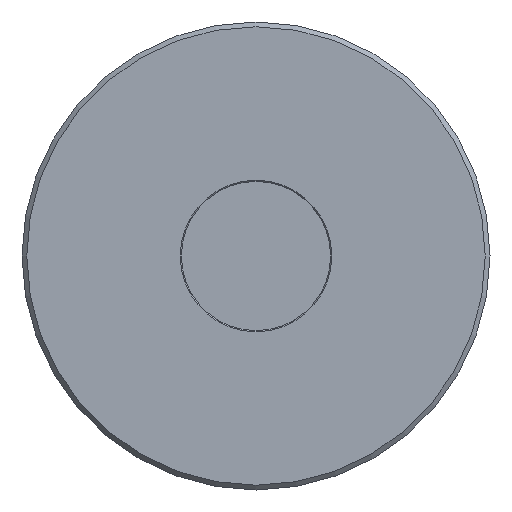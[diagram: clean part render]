
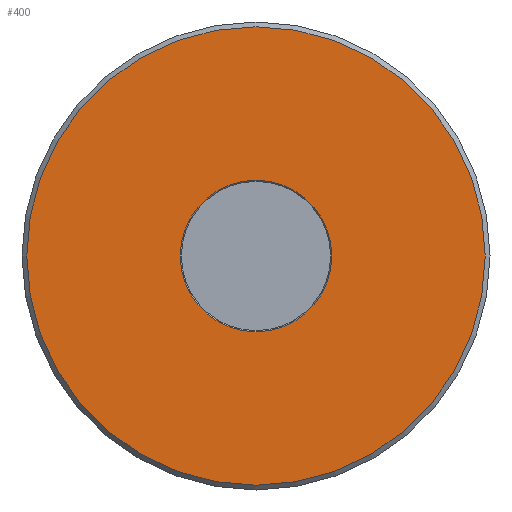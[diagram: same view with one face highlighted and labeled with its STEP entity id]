
A CAD part, front view. The second image highlights one B-rep face of the part: STEP entity #400.
In plain terms, the highlighted planar face has unit normal (0, -1, 0).
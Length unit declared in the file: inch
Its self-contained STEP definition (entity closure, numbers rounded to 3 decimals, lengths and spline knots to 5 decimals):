
#1 = EDGE_LOOP ( 'NONE', ( #402 ) ) ;
#19 = DIRECTION ( 'NONE',  ( 0., -1., 0. ) ) ;
#29 = CARTESIAN_POINT ( 'NONE',  ( 0., 0., 0. ) ) ;
#64 = CIRCLE ( 'NONE', #418, 0.47557 ) ;
#67 = DIRECTION ( 'NONE',  ( 0., 0., 1. ) ) ;
#71 = AXIS2_PLACEMENT_3D ( 'NONE', #453, #169, #67 ) ;
#88 = CARTESIAN_POINT ( 'NONE',  ( -0.47557, 0., 0. ) ) ;
#98 = EDGE_LOOP ( 'NONE', ( #153 ) ) ;
#103 = CARTESIAN_POINT ( 'NONE',  ( 0., 0., 1.439 ) ) ;
#139 = VERTEX_POINT ( 'NONE', #103 ) ;
#143 = EDGE_CURVE ( 'NONE', #139, #139, #266, .T. ) ;
#153 = ORIENTED_EDGE ( 'NONE', *, *, #515, .T. ) ;
#169 = DIRECTION ( 'NONE',  ( 0., 1., 0. ) ) ;
#178 = DIRECTION ( 'NONE',  ( 0., 0., 1. ) ) ;
#214 = CARTESIAN_POINT ( 'NONE',  ( 0., 0., 0.47557 ) ) ;
#216 = VERTEX_POINT ( 'NONE', #214 ) ;
#217 = DIRECTION ( 'NONE',  ( 0., 0., -1. ) ) ;
#225 = AXIS2_PLACEMENT_3D ( 'NONE', #88, #19, #217 ) ;
#266 = CIRCLE ( 'NONE', #71, 1.439 ) ;
#308 = DIRECTION ( 'NONE',  ( 0., 1., 0. ) ) ;
#344 = FACE_OUTER_BOUND ( 'NONE', #1, .T. ) ;
#400 = ADVANCED_FACE ( 'NONE', ( #494, #344 ), #521, .T. ) ;
#402 = ORIENTED_EDGE ( 'NONE', *, *, #143, .F. ) ;
#418 = AXIS2_PLACEMENT_3D ( 'NONE', #29, #308, #178 ) ;
#453 = CARTESIAN_POINT ( 'NONE',  ( 0., 0., 0. ) ) ;
#494 = FACE_BOUND ( 'NONE', #98, .T. ) ;
#515 = EDGE_CURVE ( 'NONE', #216, #216, #64, .T. ) ;
#521 = PLANE ( 'NONE',  #225 ) ;
